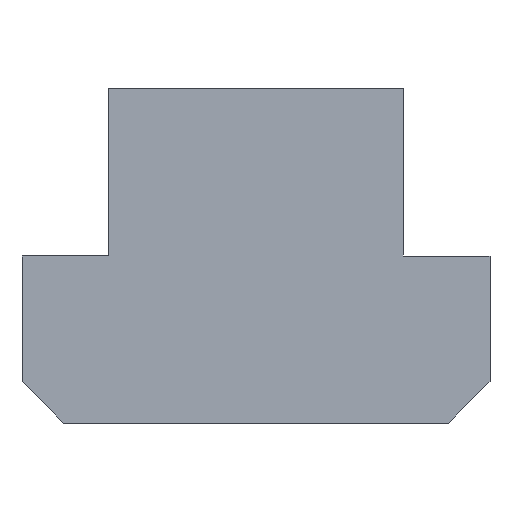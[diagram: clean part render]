
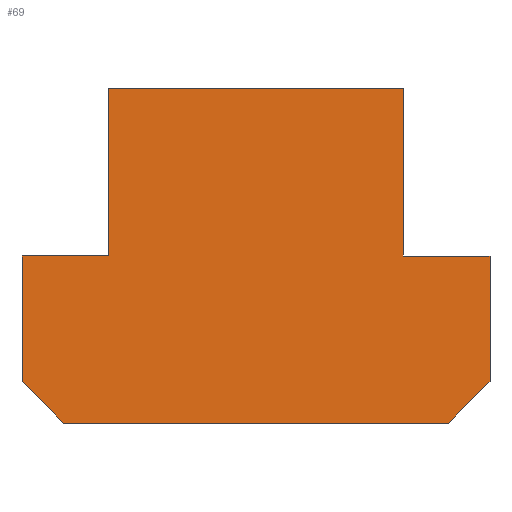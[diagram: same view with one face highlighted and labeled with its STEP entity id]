
A CAD part, front view. The second image highlights one B-rep face of the part: STEP entity #69.
In plain terms, the highlighted planar face has unit normal (0.707, -0.707, 0).
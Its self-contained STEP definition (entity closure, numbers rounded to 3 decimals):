
#69=ADVANCED_FACE('',(#135),#136,.F.);
#135=FACE_OUTER_BOUND('',#193,.T.);
#136=PLANE('',#194);
#193=EDGE_LOOP('',(#329,#330,#331,#332,#333,#334,#335,#336,#337,#338));
#194=AXIS2_PLACEMENT_3D('',#339,#340,#341);
#329=ORIENTED_EDGE('',*,*,#402,.F.);
#330=ORIENTED_EDGE('',*,*,#399,.F.);
#331=ORIENTED_EDGE('',*,*,#406,.F.);
#332=ORIENTED_EDGE('',*,*,#380,.F.);
#333=ORIENTED_EDGE('',*,*,#404,.F.);
#334=ORIENTED_EDGE('',*,*,#376,.F.);
#335=ORIENTED_EDGE('',*,*,#385,.F.);
#336=ORIENTED_EDGE('',*,*,#408,.F.);
#337=ORIENTED_EDGE('',*,*,#364,.F.);
#338=ORIENTED_EDGE('',*,*,#370,.F.);
#339=CARTESIAN_POINT('',(-14.0,-26.445,-10.0));
#340=DIRECTION('',(-0.707,0.707,0.0));
#341=DIRECTION('',(0.0,0.0,1.0));
#364=EDGE_CURVE('',#434,#430,#436,.T.);
#370=EDGE_CURVE('',#443,#434,#444,.T.);
#376=EDGE_CURVE('',#452,#454,#455,.T.);
#380=EDGE_CURVE('',#459,#461,#462,.T.);
#385=EDGE_CURVE('',#468,#452,#469,.T.);
#399=EDGE_CURVE('',#485,#487,#488,.T.);
#402=EDGE_CURVE('',#487,#443,#491,.T.);
#404=EDGE_CURVE('',#454,#459,#493,.T.);
#406=EDGE_CURVE('',#461,#485,#495,.T.);
#408=EDGE_CURVE('',#430,#468,#497,.T.);
#430=VERTEX_POINT('',#521);
#434=VERTEX_POINT('',#527);
#436=LINE('',#530,#531);
#443=VERTEX_POINT('',#540);
#444=LINE('',#541,#542);
#452=VERTEX_POINT('',#553);
#454=VERTEX_POINT('',#556);
#455=LINE('',#557,#558);
#459=VERTEX_POINT('',#563);
#461=VERTEX_POINT('',#566);
#462=LINE('',#567,#568);
#468=VERTEX_POINT('',#576);
#469=LINE('',#577,#578);
#485=VERTEX_POINT('',#601);
#487=VERTEX_POINT('',#604);
#488=LINE('',#605,#606);
#491=LINE('',#610,#611);
#493=LINE('',#613,#614);
#495=LINE('',#616,#617);
#497=LINE('',#619,#620);
#521=CARTESIAN_POINT('',(8.8,-3.645,10.0));
#527=CARTESIAN_POINT('',(-8.8,-21.245,10.0));
#530=CARTESIAN_POINT('',(-6.089,-18.534,10.0));
#531=VECTOR('',#646,1.0);
#540=CARTESIAN_POINT('',(-8.8,-21.245,0.));
#541=CARTESIAN_POINT('',(-8.8,-21.245,-5.0));
#542=VECTOR('',#652,1.0);
#553=CARTESIAN_POINT('',(14.0,1.555,0.0));
#556=CARTESIAN_POINT('',(14.0,1.555,-7.5));
#557=CARTESIAN_POINT('',(14.0,1.555,-8.75));
#558=VECTOR('',#657,1.0);
#563=CARTESIAN_POINT('',(11.5,-0.945,-10.0));
#566=CARTESIAN_POINT('',(-11.5,-23.945,-10.0));
#567=CARTESIAN_POINT('',(-1.014,-13.459,-10.0));
#568=VECTOR('',#660,1.0);
#576=CARTESIAN_POINT('',(8.8,-3.645,0.));
#577=CARTESIAN_POINT('',(-0.389,-12.834,0.));
#578=VECTOR('',#666,1.0);
#601=CARTESIAN_POINT('',(-14.0,-26.445,-7.5));
#604=CARTESIAN_POINT('',(-14.0,-26.445,0.));
#605=CARTESIAN_POINT('',(-14.0,-26.445,-8.75));
#606=VECTOR('',#678,1.0);
#610=CARTESIAN_POINT('',(-7.389,-19.834,0.));
#611=VECTOR('',#680,1.0);
#613=CARTESIAN_POINT('',(3.158,-9.288,-18.342));
#614=VECTOR('',#681,1.0);
#616=CARTESIAN_POINT('',(-8.342,-20.788,-13.158));
#617=VECTOR('',#682,1.0);
#619=CARTESIAN_POINT('',(8.8,-3.645,0.0));
#620=VECTOR('',#683,1.0);
#646=DIRECTION('',(0.707,0.707,0.));
#652=DIRECTION('',(0.0,0.0,1.0));
#657=DIRECTION('',(0.0,0.0,-1.0));
#660=DIRECTION('',(-0.707,-0.707,0.));
#666=DIRECTION('',(0.707,0.707,0.));
#678=DIRECTION('',(0.0,0.0,1.0));
#680=DIRECTION('',(0.707,0.707,0.));
#681=DIRECTION('',(-0.577,-0.577,-0.577));
#682=DIRECTION('',(-0.577,-0.577,0.577));
#683=DIRECTION('',(0.0,0.0,-1.0));
